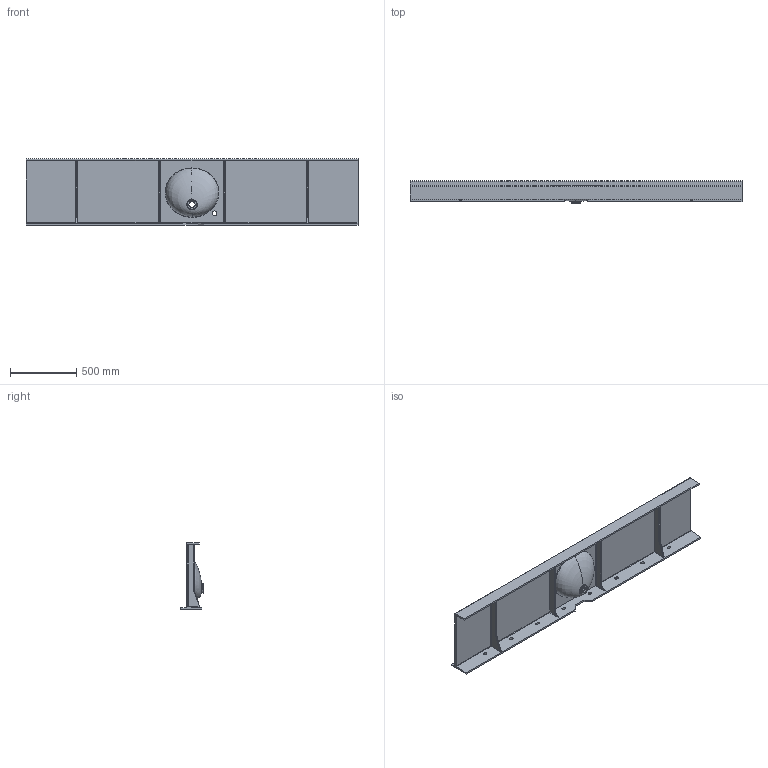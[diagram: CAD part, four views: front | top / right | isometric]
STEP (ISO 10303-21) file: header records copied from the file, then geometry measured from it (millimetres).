
FILE_DESCRIPTION (( 'STEP AP203' ), '1' );
FILE_NAME ('Florac.STEP', '2021-08-16T11:01:59', ( '' ), ( '' ), 'SwSTEP 2.0', 'SolidWorks 2020', '' );
FILE_SCHEMA (( 'CONFIG_CONTROL_DESIGN' ));
Length unit declared in the file: millimetre
Products named in the file (1): Florac
Bounding box: 2500 x 170.05 x 500 mm (x, y, z)
Volume: 24593775.4 mm3; surface area: 3995634.3 mm2
Topology: 1 solids, 1 shells, 192 faces, 499 edges, 290 vertices
Faces by surface type: cylinder 85, plane 51, bspline 32, sphere 12, torus 12
Entity records: 36817 total; most frequent: CARTESIAN_POINT 32433, ORIENTED_EDGE 958, DIRECTION 831, EDGE_CURVE 479, AXIS2_PLACEMENT_3D 303, VERTEX_POINT 290, LINE 225, VECTOR 225
